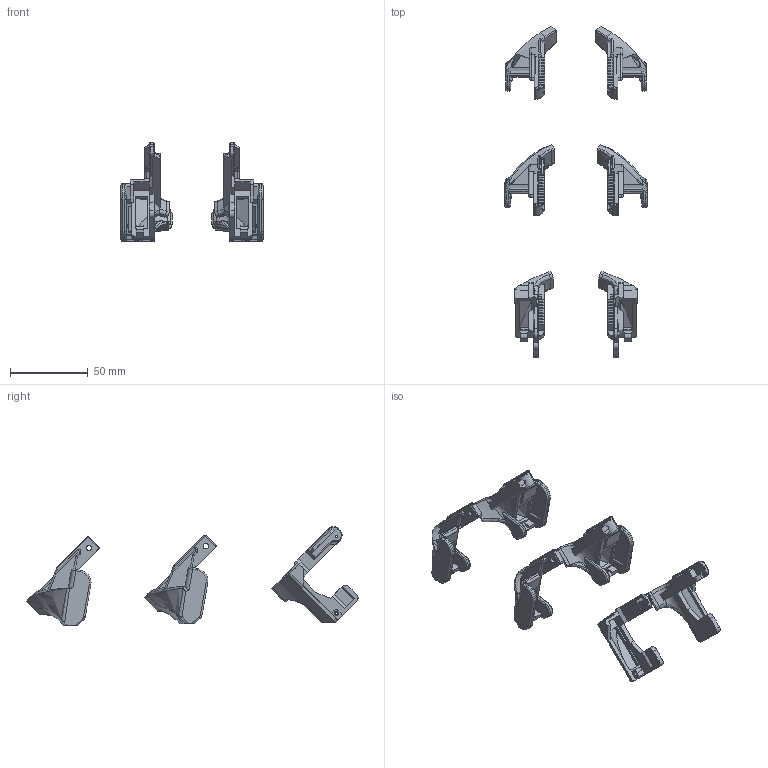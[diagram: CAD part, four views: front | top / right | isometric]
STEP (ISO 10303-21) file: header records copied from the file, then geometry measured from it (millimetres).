
FILE_DESCRIPTION(/* description */ (''),/* implementation_level */ '2;1');
FILE_NAME(/* name */ '5015_4010_Narrow Ducts_25_35_V6.step',/* time_stamp */ '2020-04-30T12:24:05+01:00',/* author */ (''),/* organization */ (''),/* preprocessor_version */ 'ST-DEVELOPER v18.1',/* originating_system */ 'Autodesk Translation Framework v9.2.0.1227',/* authorisation */ '');
FILE_SCHEMA (('AUTOMOTIVE_DESIGN { 1 0 10303 214 3 1 1 }'));
Length unit declared in the file: millimetre
Products named in the file (1): 5015_4010_step file temp
Bounding box: 91.31 x 213.26 x 63.46 mm (x, y, z)
Volume: 47010.1 mm3; surface area: 37289.9 mm2
Topology: 6 solids, 10 shells, 1198 faces, 3324 edges, 2136 vertices
Faces by surface type: plane 688, cylinder 248, bspline 198, torus 52, sphere 12
Full cylindrical faces by diameter (mm): 1.5 x4, 2.5 x2, 3.5 x4
Entity records: 45188 total; most frequent: CARTESIAN_POINT 16046, ORIENTED_EDGE 6628, DIRECTION 5229, EDGE_CURVE 3314, VERTEX_POINT 2136, LINE 1971, VECTOR 1971, AXIS2_PLACEMENT_3D 1629
